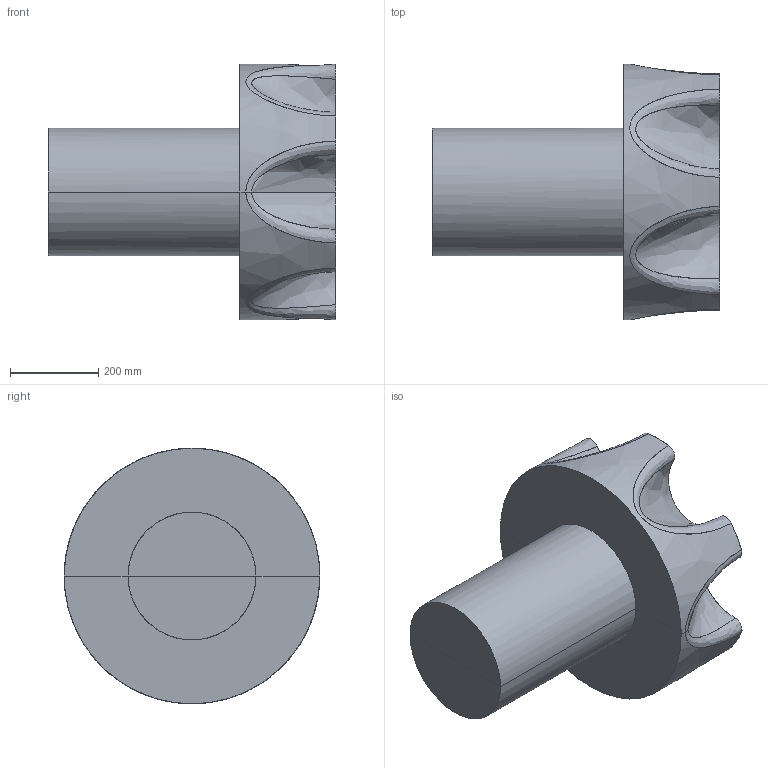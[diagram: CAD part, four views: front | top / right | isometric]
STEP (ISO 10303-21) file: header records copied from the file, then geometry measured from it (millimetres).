
FILE_DESCRIPTION(('FreeCAD Model'),'2;1');
FILE_NAME('Open CASCADE Shape Model','2025-05-04T04:13:40',('FreeCAD'),( 'FreeCAD'),'Open CASCADE STEP processor 7.6','FreeCAD','Unknown');
FILE_SCHEMA(('AUTOMOTIVE_DESIGN { 1 0 10303 214 1 1 1 1 }'));
Length unit declared in the file: millimetre
Products named in the file (1): Open CASCADE STEP translator 7.6 1
Bounding box: 652.22 x 579.75 x 579.75 mm (x, y, z)
Surface area: 1288253.8 mm2 (no closed solid volume)
Topology: 0 solids, 26 shells, 26 faces, 398 edges, 398 vertices
Faces by surface type: bspline 26
Entity records: 5096 total; most frequent: CARTESIAN_POINT 3375, ORIENTED_EDGE 398, EDGE_CURVE 398, VERTEX_POINT 398, B_SPLINE_CURVE_WITH_KNOTS 376, SHELL_BASED_SURFACE_MODEL 26, OPEN_SHELL 26, ADVANCED_FACE 26
